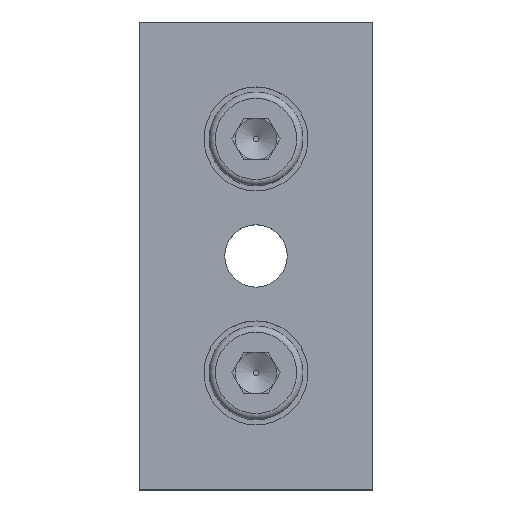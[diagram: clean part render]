
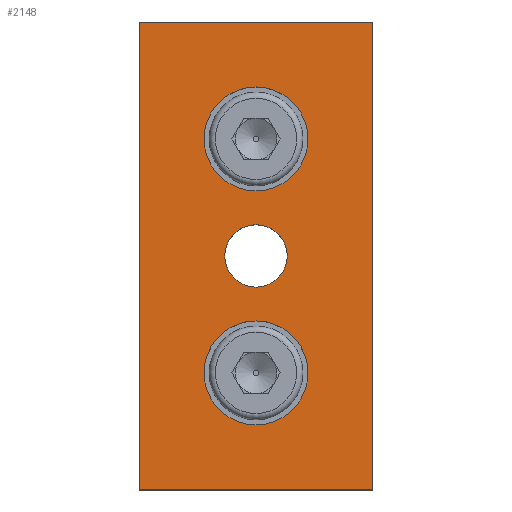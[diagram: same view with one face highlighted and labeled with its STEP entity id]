
A CAD part, top view. The second image highlights one B-rep face of the part: STEP entity #2148.
In plain terms, the highlighted planar face has unit normal (0, 0, 1).
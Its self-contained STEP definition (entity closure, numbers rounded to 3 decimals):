
#1052=CIRCLE('',#2011,10.);
#1053=CIRCLE('',#2012,10.);
#1054=CIRCLE('',#2013,6.);
#1098=ORIENTED_EDGE('',*,*,#1483,.T.);
#1099=ORIENTED_EDGE('',*,*,#1484,.T.);
#1100=ORIENTED_EDGE('',*,*,#1485,.T.);
#1101=ORIENTED_EDGE('',*,*,#1480,.T.);
#1102=ORIENTED_EDGE('',*,*,#1486,.F.);
#1103=ORIENTED_EDGE('',*,*,#1487,.F.);
#1104=ORIENTED_EDGE('',*,*,#1488,.F.);
#1287=VECTOR('',#1757,1.);
#1290=VECTOR('',#1762,1.);
#1291=VECTOR('',#1763,1.);
#1292=VECTOR('',#1764,1.);
#1347=LINE('',#2226,#1287);
#1350=LINE('',#2231,#1290);
#1351=LINE('',#2233,#1291);
#1352=LINE('',#2234,#1292);
#1410=VERTEX_POINT('',#2224);
#1411=VERTEX_POINT('',#2225);
#1412=VERTEX_POINT('',#2230);
#1413=VERTEX_POINT('',#2232);
#1414=VERTEX_POINT('',#2235);
#1415=VERTEX_POINT('',#2237);
#1416=VERTEX_POINT('',#2239);
#1480=EDGE_CURVE('',#1410,#1411,#1347,.T.);
#1483=EDGE_CURVE('',#1411,#1412,#1350,.T.);
#1484=EDGE_CURVE('',#1412,#1413,#1351,.T.);
#1485=EDGE_CURVE('',#1413,#1410,#1352,.T.);
#1486=EDGE_CURVE('',#1414,#1414,#1052,.T.);
#1487=EDGE_CURVE('',#1415,#1415,#1053,.T.);
#1488=EDGE_CURVE('',#1416,#1416,#1054,.T.);
#1576=EDGE_LOOP('',(#1098,#1099,#1100,#1101));
#1577=EDGE_LOOP('',(#1102));
#1578=EDGE_LOOP('',(#1103));
#1579=EDGE_LOOP('',(#1104));
#1662=FACE_BOUND('',#1576,.T.);
#1663=FACE_BOUND('',#1577,.T.);
#1664=FACE_BOUND('',#1578,.T.);
#1665=FACE_BOUND('',#1579,.T.);
#1757=DIRECTION('',(0.,-90.,0.));
#1760=DIRECTION('',(0.,0.,1.));
#1761=DIRECTION('',(0.,-1.,0.));
#1762=DIRECTION('',(45.,0.,0.));
#1763=DIRECTION('',(0.,90.,0.));
#1764=DIRECTION('',(-45.,0.,0.));
#1765=DIRECTION('',(0.,0.,1.));
#1766=DIRECTION('',(0.,10.,0.));
#1767=DIRECTION('',(0.,0.,1.));
#1768=DIRECTION('',(0.,10.,0.));
#1769=DIRECTION('',(0.,0.,1.));
#1770=DIRECTION('',(0.,6.,0.));
#2010=AXIS2_PLACEMENT_3D('',#2229,#1760,#1761);
#2011=AXIS2_PLACEMENT_3D('',#2236,#1765,#1766);
#2012=AXIS2_PLACEMENT_3D('',#2238,#1767,#1768);
#2013=AXIS2_PLACEMENT_3D('',#2240,#1769,#1770);
#2108=PLANE('',#2010);
#2148=ADVANCED_FACE('',(#1662,#1663,#1664,#1665),#2108,.T.);
#2224=CARTESIAN_POINT('',(0.,90.,15.));
#2225=CARTESIAN_POINT('',(0.,0.,15.));
#2226=CARTESIAN_POINT('',(0.,90.,15.));
#2229=CARTESIAN_POINT('',(0.,0.,15.));
#2230=CARTESIAN_POINT('',(45.,0.,15.));
#2231=CARTESIAN_POINT('',(0.,0.,15.));
#2232=CARTESIAN_POINT('',(45.,90.,15.));
#2233=CARTESIAN_POINT('',(45.,0.,15.));
#2234=CARTESIAN_POINT('',(45.,90.,15.));
#2235=CARTESIAN_POINT('',(22.5,77.5,15.));
#2236=CARTESIAN_POINT('',(22.5,67.5,15.));
#2237=CARTESIAN_POINT('',(22.5,32.5,15.));
#2238=CARTESIAN_POINT('',(22.5,22.5,15.));
#2239=CARTESIAN_POINT('',(22.5,51.,15.));
#2240=CARTESIAN_POINT('',(22.5,45.,15.));
